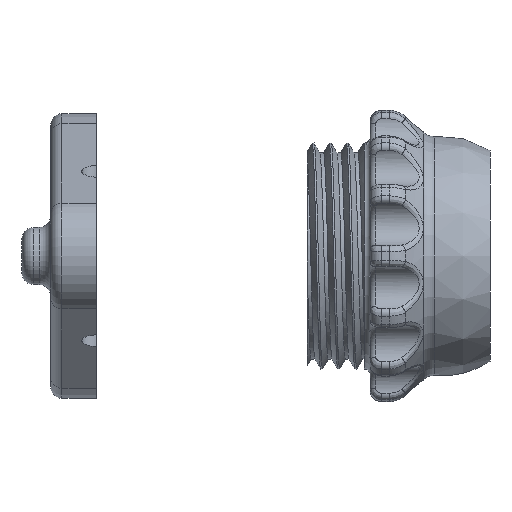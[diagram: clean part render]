
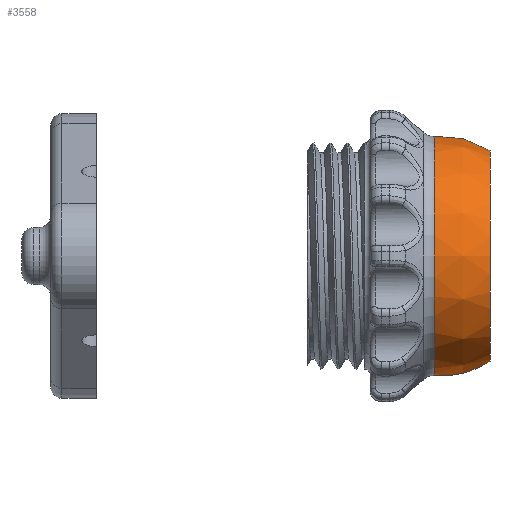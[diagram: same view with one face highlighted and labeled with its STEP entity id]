
A CAD part, front view. The second image highlights one B-rep face of the part: STEP entity #3558.
In plain terms, the highlighted free-form (B-spline) face has degree [2, 2] with [3, 9] control points.
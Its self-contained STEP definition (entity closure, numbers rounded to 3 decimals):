
#14=(
BOUNDED_SURFACE()
B_SPLINE_SURFACE(2,2,((#11574,#11575,#11576,#11577,#11578,#11579,#11580,
#11581,#11582),(#11583,#11584,#11585,#11586,#11587,#11588,#11589,#11590,
#11591),(#11592,#11593,#11594,#11595,#11596,#11597,#11598,#11599,#11600)),
 .UNSPECIFIED.,.F.,.T.,.F.)
B_SPLINE_SURFACE_WITH_KNOTS((3,3),(3,2,2,2,3),(-0.588,0.087),
(-3.142,-1.571,0.,1.571,3.142),
 .UNSPECIFIED.)
GEOMETRIC_REPRESENTATION_ITEM()
RATIONAL_B_SPLINE_SURFACE(((1.,0.707,1.,0.707,1.,
0.707,1.,0.707,1.),(0.944,0.667,
0.944,0.667,0.944,0.667,
0.944,0.667,0.944),(1.,0.707,
1.,0.707,1.,0.707,1.,0.707,1.)))
REPRESENTATION_ITEM('')
SURFACE()
);
#399=FACE_OUTER_BOUND('',#636,.T.);
#636=EDGE_LOOP('',(#3234,#3235,#3236,#3237));
#893=CIRCLE('',#3987,18.462);
#894=CIRCLE('',#3988,20.966);
#895=CIRCLE('',#3989,15.246);
#1603=VERTEX_POINT('',#11572);
#1604=VERTEX_POINT('',#11601);
#2147=EDGE_CURVE('',#1603,#1603,#893,.T.);
#2148=EDGE_CURVE('',#1604,#1604,#894,.T.);
#2149=EDGE_CURVE('',#1604,#1603,#895,.T.);
#3234=ORIENTED_EDGE('',*,*,#2148,.F.);
#3235=ORIENTED_EDGE('',*,*,#2149,.T.);
#3236=ORIENTED_EDGE('',*,*,#2147,.T.);
#3237=ORIENTED_EDGE('',*,*,#2149,.F.);
#3558=ADVANCED_FACE('',(#399),#14,.F.);
#3987=AXIS2_PLACEMENT_3D('',#11573,#4920,#4921);
#3988=AXIS2_PLACEMENT_3D('',#11602,#4922,#4923);
#3989=AXIS2_PLACEMENT_3D('',#11603,#4924,#4925);
#4920=DIRECTION('center_axis',(-1.,0.,0.));
#4921=DIRECTION('ref_axis',(0.,0.,1.));
#4922=DIRECTION('center_axis',(-1.,0.,0.));
#4923=DIRECTION('ref_axis',(0.,0.,1.));
#4924=DIRECTION('center_axis',(0.,-1.,0.));
#4925=DIRECTION('ref_axis',(0.,0.,-1.));
#11572=CARTESIAN_POINT('',(77.,0.,-18.462));
#11573=CARTESIAN_POINT('Origin',(77.,0.,0.));
#11574=CARTESIAN_POINT('Ctrl Pts',(77.,0.,-18.462));
#11575=CARTESIAN_POINT('Ctrl Pts',(77.,-18.462,-18.462));
#11576=CARTESIAN_POINT('Ctrl Pts',(77.,-18.462,0.));
#11577=CARTESIAN_POINT('Ctrl Pts',(77.,-18.462,18.462));
#11578=CARTESIAN_POINT('Ctrl Pts',(77.,0.,18.462));
#11579=CARTESIAN_POINT('Ctrl Pts',(77.,18.462,18.462));
#11580=CARTESIAN_POINT('Ctrl Pts',(77.,18.462,0.));
#11581=CARTESIAN_POINT('Ctrl Pts',(77.,18.462,-18.462));
#11582=CARTESIAN_POINT('Ctrl Pts',(77.,0.,-18.462));
#11583=CARTESIAN_POINT('Ctrl Pts',(72.549,0.,-21.43));
#11584=CARTESIAN_POINT('Ctrl Pts',(72.549,-21.43,-21.43));
#11585=CARTESIAN_POINT('Ctrl Pts',(72.549,-21.43,0.));
#11586=CARTESIAN_POINT('Ctrl Pts',(72.549,-21.43,21.43));
#11587=CARTESIAN_POINT('Ctrl Pts',(72.549,0.,21.43));
#11588=CARTESIAN_POINT('Ctrl Pts',(72.549,21.43,21.43));
#11589=CARTESIAN_POINT('Ctrl Pts',(72.549,21.43,0.));
#11590=CARTESIAN_POINT('Ctrl Pts',(72.549,21.43,-21.43));
#11591=CARTESIAN_POINT('Ctrl Pts',(72.549,0.,-21.43));
#11592=CARTESIAN_POINT('Ctrl Pts',(67.22,0.,-20.966));
#11593=CARTESIAN_POINT('Ctrl Pts',(67.22,-20.966,-20.966));
#11594=CARTESIAN_POINT('Ctrl Pts',(67.22,-20.966,0.));
#11595=CARTESIAN_POINT('Ctrl Pts',(67.22,-20.966,20.966));
#11596=CARTESIAN_POINT('Ctrl Pts',(67.22,0.,20.966));
#11597=CARTESIAN_POINT('Ctrl Pts',(67.22,20.966,20.966));
#11598=CARTESIAN_POINT('Ctrl Pts',(67.22,20.966,0.));
#11599=CARTESIAN_POINT('Ctrl Pts',(67.22,20.966,-20.966));
#11600=CARTESIAN_POINT('Ctrl Pts',(67.22,0.,-20.966));
#11601=CARTESIAN_POINT('',(67.22,0.,-20.966));
#11602=CARTESIAN_POINT('Origin',(67.22,0.,0.));
#11603=CARTESIAN_POINT('Origin',(68.541,0.,
-5.778));
